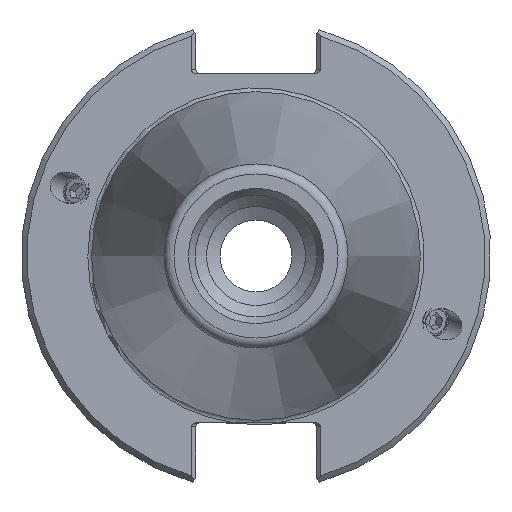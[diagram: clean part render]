
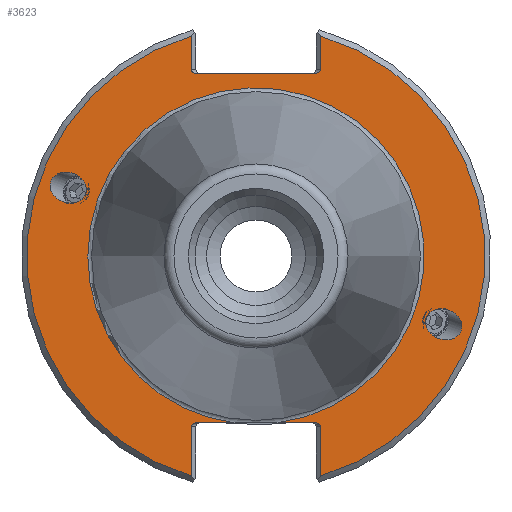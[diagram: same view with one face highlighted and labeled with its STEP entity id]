
A CAD part, left-side view. The second image highlights one B-rep face of the part: STEP entity #3623.
In plain terms, the highlighted planar face has unit normal (-1, 0, 0).
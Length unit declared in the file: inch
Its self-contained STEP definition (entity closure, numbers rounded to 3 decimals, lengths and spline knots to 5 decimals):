
#169=CARTESIAN_POINT('',(0.125,-0.90631,-0.32987));
#170=VERTEX_POINT('',#169);
#171=CARTESIAN_POINT('',(0.125,-0.99889,-0.36357));
#172=DIRECTION('',(1.0,0.,0.));
#173=DIRECTION('',(0.,-0.94,-0.342));
#174=AXIS2_PLACEMENT_3D('',#171,#172,#173);
#175=ELLIPSE('',#174,0.09853,0.08071);
#176=EDGE_CURVE('',#170,#170,#175,.T.);
#361=CARTESIAN_POINT('',(0.125,0.90631,0.32987));
#362=VERTEX_POINT('',#361);
#363=CARTESIAN_POINT('',(0.125,0.99889,0.36357));
#364=DIRECTION('',(1.0,0.,0.));
#365=DIRECTION('',(0.,0.94,0.342));
#366=AXIS2_PLACEMENT_3D('',#363,#364,#365);
#367=ELLIPSE('',#366,0.09853,0.08071);
#368=EDGE_CURVE('',#362,#362,#367,.T.);
#2675=CARTESIAN_POINT('',(0.125,0.345,0.992));
#2676=VERTEX_POINT('',#2675);
#2683=CARTESIAN_POINT('',(0.125,0.31672,0.972));
#2684=VERTEX_POINT('',#2683);
#2685=CARTESIAN_POINT('',(0.125,0.31672,0.992));
#2686=DIRECTION('',(-1.0,0.0,0.0));
#2687=DIRECTION('',(0.0,1.0,0.0));
#2688=AXIS2_PLACEMENT_3D('',#2685,#2686,#2687);
#2689=ELLIPSE('',#2688,0.02828,0.02);
#2690=EDGE_CURVE('',#2676,#2684,#2689,.T.);
#2775=CARTESIAN_POINT('',(0.125,0.345,1.1702));
#2776=VERTEX_POINT('',#2775);
#2783=CARTESIAN_POINT('',(0.125,0.345,1.1702));
#2784=DIRECTION('',(0.0,0.0,-1.0));
#2785=VECTOR('',#2784,0.1782);
#2786=LINE('',#2783,#2785);
#2787=EDGE_CURVE('',#2776,#2676,#2786,.T.);
#2887=CARTESIAN_POINT('',(0.125,-0.31672,0.972));
#2888=VERTEX_POINT('',#2887);
#2895=CARTESIAN_POINT('',(0.125,-0.345,0.992));
#2896=VERTEX_POINT('',#2895);
#2897=CARTESIAN_POINT('',(0.125,-0.31672,0.992));
#2898=DIRECTION('',(-1.0,0.0,0.0));
#2899=DIRECTION('',(0.0,-1.0,0.0));
#2900=AXIS2_PLACEMENT_3D('',#2897,#2898,#2899);
#2901=ELLIPSE('',#2900,0.02828,0.02);
#2902=EDGE_CURVE('',#2888,#2896,#2901,.T.);
#2952=CARTESIAN_POINT('',(0.125,-0.345,1.1702));
#2953=VERTEX_POINT('',#2952);
#2954=CARTESIAN_POINT('',(0.125,-0.345,0.992));
#2955=DIRECTION('',(0.0,0.0,1.0));
#2956=VECTOR('',#2955,0.1782);
#2957=LINE('',#2954,#2956);
#2958=EDGE_CURVE('',#2896,#2953,#2957,.T.);
#2976=CARTESIAN_POINT('',(0.125,-0.345,-0.908));
#2977=VERTEX_POINT('',#2976);
#2978=CARTESIAN_POINT('',(0.125,-0.31672,-0.888));
#2979=VERTEX_POINT('',#2978);
#2980=CARTESIAN_POINT('',(0.125,-0.31672,-0.908));
#2981=DIRECTION('',(-1.0,0.0,0.0));
#2982=DIRECTION('',(0.0,-1.0,0.0));
#2983=AXIS2_PLACEMENT_3D('',#2980,#2981,#2982);
#2984=ELLIPSE('',#2983,0.02828,0.02);
#2985=EDGE_CURVE('',#2977,#2979,#2984,.T.);
#3083=CARTESIAN_POINT('',(0.125,-0.345,-1.1702));
#3084=VERTEX_POINT('',#3083);
#3091=CARTESIAN_POINT('',(0.125,-0.345,-1.1702));
#3092=DIRECTION('',(0.0,0.0,1.0));
#3093=VECTOR('',#3092,0.2622);
#3094=LINE('',#3091,#3093);
#3095=EDGE_CURVE('',#3084,#2977,#3094,.T.);
#3195=CARTESIAN_POINT('',(0.125,0.31672,-0.888));
#3196=VERTEX_POINT('',#3195);
#3203=CARTESIAN_POINT('',(0.125,0.345,-0.908));
#3204=VERTEX_POINT('',#3203);
#3205=CARTESIAN_POINT('',(0.125,0.31672,-0.908));
#3206=DIRECTION('',(-1.0,0.0,0.0));
#3207=DIRECTION('',(0.0,1.0,0.0));
#3208=AXIS2_PLACEMENT_3D('',#3205,#3206,#3207);
#3209=ELLIPSE('',#3208,0.02828,0.02);
#3210=EDGE_CURVE('',#3196,#3204,#3209,.T.);
#3260=CARTESIAN_POINT('',(0.125,0.345,-1.1702));
#3261=VERTEX_POINT('',#3260);
#3262=CARTESIAN_POINT('',(0.125,0.345,-0.908));
#3263=DIRECTION('',(0.0,0.0,-1.0));
#3264=VECTOR('',#3263,0.2622);
#3265=LINE('',#3262,#3264);
#3266=EDGE_CURVE('',#3204,#3261,#3265,.T.);
#3333=CARTESIAN_POINT('',(0.125,0.31672,0.972));
#3334=DIRECTION('',(0.0,-1.0,0.0));
#3335=VECTOR('',#3334,0.63343);
#3336=LINE('',#3333,#3335);
#3337=EDGE_CURVE('',#2684,#2888,#3336,.T.);
#3535=CARTESIAN_POINT('',(0.125,-0.11172,-0.888));
#3536=VERTEX_POINT('',#3535);
#3537=CARTESIAN_POINT('',(0.125,0.11172,-0.888));
#3538=VERTEX_POINT('',#3537);
#3553=CARTESIAN_POINT('',(0.125,0.,0.0));
#3554=DIRECTION('',(-1.0,0.0,0.0));
#3555=DIRECTION('',(0.0,-1.0,0.0));
#3556=AXIS2_PLACEMENT_3D('',#3553,#3554,#3555);
#3557=CIRCLE('',#3556,0.895);
#3558=EDGE_CURVE('',#3536,#3538,#3557,.T.);
#3574=CARTESIAN_POINT('',(0.125,1.0625,0.0));
#3575=DIRECTION('',(-1.0,0.0,0.0));
#3576=DIRECTION('',(0.0,0.0,1.0));
#3577=AXIS2_PLACEMENT_3D('',#3574,#3575,#3576);
#3578=PLANE('',#3577);
#3579=ORIENTED_EDGE('',*,*,#3558,.F.);
#3580=CARTESIAN_POINT('',(0.125,-0.31672,-0.888));
#3581=DIRECTION('',(0.0,1.0,0.0));
#3582=VECTOR('',#3581,0.205);
#3583=LINE('',#3580,#3582);
#3584=EDGE_CURVE('',#2979,#3536,#3583,.T.);
#3585=ORIENTED_EDGE('',*,*,#3584,.F.);
#3586=ORIENTED_EDGE('',*,*,#2985,.F.);
#3587=ORIENTED_EDGE('',*,*,#3095,.F.);
#3588=CARTESIAN_POINT('',(0.125,0.,0.0));
#3589=DIRECTION('',(1.0,0.0,0.0));
#3590=DIRECTION('',(0.0,-1.0,0.0));
#3591=AXIS2_PLACEMENT_3D('',#3588,#3589,#3590);
#3592=CIRCLE('',#3591,1.22);
#3593=EDGE_CURVE('',#2953,#3084,#3592,.T.);
#3594=ORIENTED_EDGE('',*,*,#3593,.F.);
#3595=ORIENTED_EDGE('',*,*,#2958,.F.);
#3596=ORIENTED_EDGE('',*,*,#2902,.F.);
#3597=ORIENTED_EDGE('',*,*,#3337,.F.);
#3598=ORIENTED_EDGE('',*,*,#2690,.F.);
#3599=ORIENTED_EDGE('',*,*,#2787,.F.);
#3600=CARTESIAN_POINT('',(0.125,0.,0.0));
#3601=DIRECTION('',(1.0,0.0,0.0));
#3602=DIRECTION('',(0.0,1.0,0.0));
#3603=AXIS2_PLACEMENT_3D('',#3600,#3601,#3602);
#3604=CIRCLE('',#3603,1.22);
#3605=EDGE_CURVE('',#3261,#2776,#3604,.T.);
#3606=ORIENTED_EDGE('',*,*,#3605,.F.);
#3607=ORIENTED_EDGE('',*,*,#3266,.F.);
#3608=ORIENTED_EDGE('',*,*,#3210,.F.);
#3609=CARTESIAN_POINT('',(0.125,0.11172,-0.888));
#3610=DIRECTION('',(0.0,1.0,0.0));
#3611=VECTOR('',#3610,0.205);
#3612=LINE('',#3609,#3611);
#3613=EDGE_CURVE('',#3538,#3196,#3612,.T.);
#3614=ORIENTED_EDGE('',*,*,#3613,.F.);
#3615=EDGE_LOOP('',(#3579,#3585,#3586,#3587,#3594,#3595,#3596,#3597,#3598,#3599,#3606,#3607,#3608,#3614));
#3616=FACE_OUTER_BOUND('',#3615,.T.);
#3617=ORIENTED_EDGE('',*,*,#176,.T.);
#3618=EDGE_LOOP('',(#3617));
#3619=FACE_BOUND('',#3618,.T.);
#3620=ORIENTED_EDGE('',*,*,#368,.T.);
#3621=EDGE_LOOP('',(#3620));
#3622=FACE_BOUND('',#3621,.T.);
#3623=ADVANCED_FACE('',(#3616,#3619,#3622),#3578,.T.);
